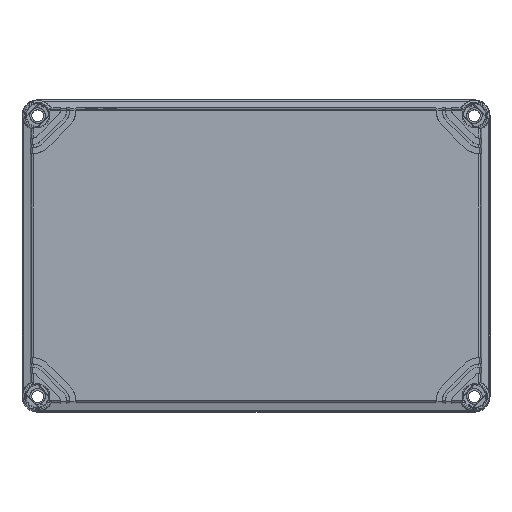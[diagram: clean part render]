
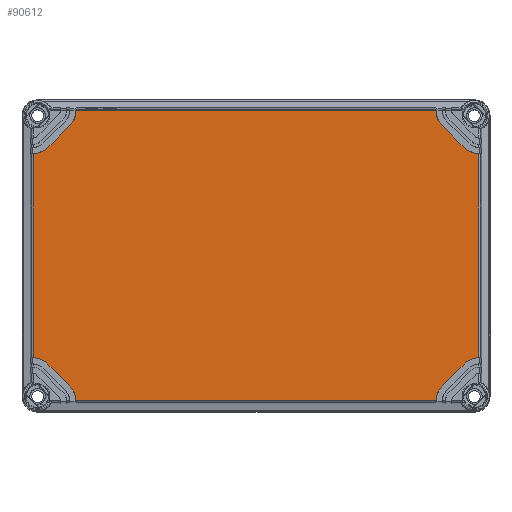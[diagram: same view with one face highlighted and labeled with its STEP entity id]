
A CAD part, top view. The second image highlights one B-rep face of the part: STEP entity #90612.
In plain terms, the highlighted planar face has unit normal (0, 0, 1).
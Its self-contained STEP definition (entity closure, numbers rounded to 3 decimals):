
#76761=CARTESIAN_POINT('',(-129.346,-93.3,30.));
#76762=DIRECTION('',(0.,0.,1.));
#76763=DIRECTION('',(0.999,0.032,0.));
#76764=AXIS2_PLACEMENT_3D('',#76761,#76762,#76763);
#76769=DIRECTION('',(-0.707,0.707,0.));
#76770=VECTOR('',#76769,19.734);
#76771=CARTESIAN_POINT('',(-119.447,-83.401,30.));
#76772=LINE('',#76771,#76770);
#76776=CARTESIAN_POINT('',(-143.3,-79.346,30.));
#76777=DIRECTION('',(0.,0.,1.));
#76778=DIRECTION('',(0.707,0.707,0.));
#76779=AXIS2_PLACEMENT_3D('',#76776,#76777,#76778);
#76784=CARTESIAN_POINT('',(-143.3,79.346,30.));
#76785=DIRECTION('',(0.,0.,1.));
#76786=DIRECTION('',(0.032,-0.999,0.));
#76787=AXIS2_PLACEMENT_3D('',#76784,#76785,#76786);
#76792=DIRECTION('',(0.707,0.707,0.));
#76793=VECTOR('',#76792,19.734);
#76794=CARTESIAN_POINT('',(-133.401,69.447,30.));
#76795=LINE('',#76794,#76793);
#76799=CARTESIAN_POINT('',(-129.346,93.3,30.));
#76800=DIRECTION('',(0.,0.,1.));
#76801=DIRECTION('',(0.707,-0.707,0.));
#76802=AXIS2_PLACEMENT_3D('',#76799,#76800,#76801);
#76807=DIRECTION('',(1.,0.,0.));
#76808=VECTOR('',#76807,230.707);
#76809=CARTESIAN_POINT('',(-115.353,92.851,30.));
#76810=LINE('',#76809,#76808);
#76814=CARTESIAN_POINT('',(129.346,93.3,30.));
#76815=DIRECTION('',(0.,0.,1.));
#76816=DIRECTION('',(-0.999,-0.032,0.));
#76817=AXIS2_PLACEMENT_3D('',#76814,#76815,#76816);
#76822=DIRECTION('',(0.707,-0.707,0.));
#76823=VECTOR('',#76822,19.734);
#76824=CARTESIAN_POINT('',(119.447,83.401,30.));
#76825=LINE('',#76824,#76823);
#76829=CARTESIAN_POINT('',(143.3,79.346,30.));
#76830=DIRECTION('',(0.,0.,1.));
#76831=DIRECTION('',(-0.707,-0.707,0.));
#76832=AXIS2_PLACEMENT_3D('',#76829,#76830,#76831);
#76837=CARTESIAN_POINT('',(143.3,-79.346,30.));
#76838=DIRECTION('',(0.,0.,1.));
#76839=DIRECTION('',(-0.032,0.999,0.));
#76840=AXIS2_PLACEMENT_3D('',#76837,#76838,#76839);
#76845=DIRECTION('',(-0.707,-0.707,0.));
#76846=VECTOR('',#76845,19.734);
#76847=CARTESIAN_POINT('',(133.401,-69.447,30.));
#76848=LINE('',#76847,#76846);
#76852=CARTESIAN_POINT('',(129.346,-93.3,30.));
#76853=DIRECTION('',(0.,0.,1.));
#76854=DIRECTION('',(-0.707,0.707,0.));
#76855=AXIS2_PLACEMENT_3D('',#76852,#76853,#76854);
#81467=DIRECTION('',(0.,1.,0.));
#81468=VECTOR('',#81467,130.707);
#81469=CARTESIAN_POINT('',(142.851,-65.353,30.));
#81470=LINE('',#81469,#81468);
#81538=CARTESIAN_POINT('',(-115.353,92.851,30.));
#81576=CARTESIAN_POINT('',(115.353,92.851,30.));
#81602=DIRECTION('',(0.,-1.,0.));
#81603=VECTOR('',#81602,130.707);
#81604=CARTESIAN_POINT('',(-142.851,65.353,30.));
#81605=LINE('',#81604,#81603);
#81673=DIRECTION('',(1.,0.,0.));
#81674=VECTOR('',#81673,230.707);
#81675=CARTESIAN_POINT('',(-115.353,-92.851,30.));
#81676=LINE('',#81675,#81674);
#81680=CARTESIAN_POINT('',(115.353,-92.851,30.));
#81711=CARTESIAN_POINT('',(-115.353,-92.851,30.));
#84485=CARTESIAN_POINT('',(119.447,83.401,30.));
#84486=CARTESIAN_POINT('',(133.401,69.447,30.));
#84487=VERTEX_POINT('',#84485);
#84488=VERTEX_POINT('',#84486);
#84505=CARTESIAN_POINT('',(-133.401,69.447,30.));
#84506=CARTESIAN_POINT('',(-119.447,83.401,30.));
#84507=VERTEX_POINT('',#84505);
#84508=VERTEX_POINT('',#84506);
#84521=CARTESIAN_POINT('',(133.401,-69.447,30.));
#84522=CARTESIAN_POINT('',(119.447,-83.401,30.));
#84523=VERTEX_POINT('',#84521);
#84524=VERTEX_POINT('',#84522);
#84533=CARTESIAN_POINT('',(-119.447,-83.401,30.));
#84534=CARTESIAN_POINT('',(-133.401,-69.447,30.));
#84535=VERTEX_POINT('',#84533);
#84536=VERTEX_POINT('',#84534);
#84843=VERTEX_POINT('',#81576);
#84855=CARTESIAN_POINT('',(142.851,-65.353,30.));
#84856=CARTESIAN_POINT('',(142.851,65.353,30.));
#84857=VERTEX_POINT('',#84855);
#84858=VERTEX_POINT('',#84856);
#84866=VERTEX_POINT('',#81538);
#84911=CARTESIAN_POINT('',(-142.851,65.353,30.));
#84912=CARTESIAN_POINT('',(-142.851,-65.353,30.));
#84913=VERTEX_POINT('',#84911);
#84914=VERTEX_POINT('',#84912);
#84967=VERTEX_POINT('',#81711);
#84968=VERTEX_POINT('',#81680);
#90573=CARTESIAN_POINT('',(0.,0.,30.));
#90574=DIRECTION('',(0.,0.,1.));
#90575=DIRECTION('',(1.,0.,0.));
#90576=AXIS2_PLACEMENT_3D('',#90573,#90574,#90575);
#90577=PLANE('',#90576);
#90579=ORIENTED_EDGE('',*,*,#90578,.F.);
#90581=ORIENTED_EDGE('',*,*,#90580,.T.);
#90583=ORIENTED_EDGE('',*,*,#90582,.T.);
#90585=ORIENTED_EDGE('',*,*,#90584,.T.);
#90587=ORIENTED_EDGE('',*,*,#90586,.F.);
#90589=ORIENTED_EDGE('',*,*,#90588,.T.);
#90591=ORIENTED_EDGE('',*,*,#90590,.T.);
#90593=ORIENTED_EDGE('',*,*,#90592,.T.);
#90595=ORIENTED_EDGE('',*,*,#90594,.T.);
#90597=ORIENTED_EDGE('',*,*,#90596,.T.);
#90599=ORIENTED_EDGE('',*,*,#90598,.T.);
#90601=ORIENTED_EDGE('',*,*,#90600,.T.);
#90603=ORIENTED_EDGE('',*,*,#90602,.F.);
#90605=ORIENTED_EDGE('',*,*,#90604,.T.);
#90607=ORIENTED_EDGE('',*,*,#90606,.T.);
#90609=ORIENTED_EDGE('',*,*,#90608,.T.);
#90610=EDGE_LOOP('',(#90579,#90581,#90583,#90585,#90587,#90589,#90591,#90593,
#90595,#90597,#90599,#90601,#90603,#90605,#90607,#90609));
#90611=FACE_OUTER_BOUND('',#90610,.F.);
#90612=ADVANCED_FACE('',(#90611),#90577,.T.);
#76765=CIRCLE('',#76764,14.);
#76780=CIRCLE('',#76779,14.);
#76788=CIRCLE('',#76787,14.);
#76803=CIRCLE('',#76802,14.);
#76818=CIRCLE('',#76817,14.);
#76833=CIRCLE('',#76832,14.);
#76841=CIRCLE('',#76840,14.);
#76856=CIRCLE('',#76855,14.);
#90578=EDGE_CURVE('',#84967,#84968,#81676,.T.);
#90580=EDGE_CURVE('',#84967,#84535,#76765,.T.);
#90582=EDGE_CURVE('',#84535,#84536,#76772,.T.);
#90584=EDGE_CURVE('',#84536,#84914,#76780,.T.);
#90586=EDGE_CURVE('',#84913,#84914,#81605,.T.);
#90588=EDGE_CURVE('',#84913,#84507,#76788,.T.);
#90590=EDGE_CURVE('',#84507,#84508,#76795,.T.);
#90592=EDGE_CURVE('',#84508,#84866,#76803,.T.);
#90594=EDGE_CURVE('',#84866,#84843,#76810,.T.);
#90596=EDGE_CURVE('',#84843,#84487,#76818,.T.);
#90598=EDGE_CURVE('',#84487,#84488,#76825,.T.);
#90600=EDGE_CURVE('',#84488,#84858,#76833,.T.);
#90602=EDGE_CURVE('',#84857,#84858,#81470,.T.);
#90604=EDGE_CURVE('',#84857,#84523,#76841,.T.);
#90606=EDGE_CURVE('',#84523,#84524,#76848,.T.);
#90608=EDGE_CURVE('',#84524,#84968,#76856,.T.);
